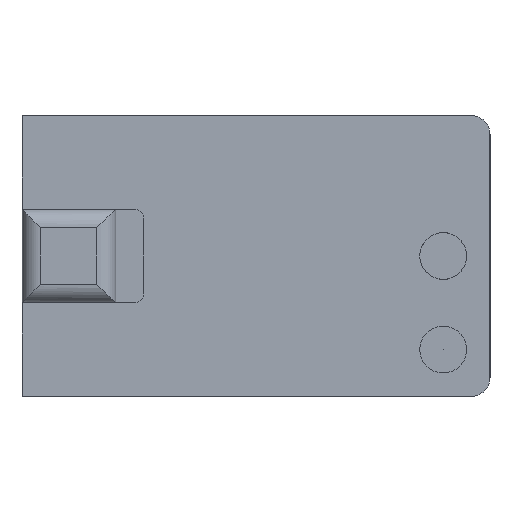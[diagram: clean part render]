
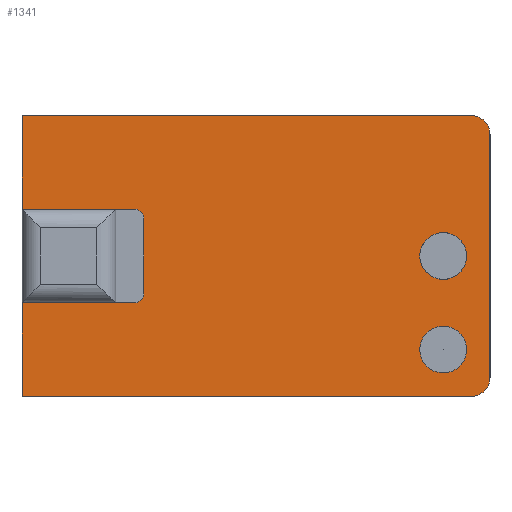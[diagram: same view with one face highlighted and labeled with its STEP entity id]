
A CAD part, front view. The second image highlights one B-rep face of the part: STEP entity #1341.
In plain terms, the highlighted planar face has unit normal (0, -1, 0).
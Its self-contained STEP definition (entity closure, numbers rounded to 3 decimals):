
#104 = FACE_BOUND ( 'NONE', #2127, .T. ) ;
#131 = FACE_BOUND ( 'NONE', #2205, .T. ) ;
#136 = FACE_OUTER_BOUND ( 'NONE', #2152, .T. ) ;
#148 = VECTOR ( 'NONE', #623, 1000. ) ;
#169 = CIRCLE ( 'NONE', #983, 2. ) ;
#207 = CIRCLE ( 'NONE', #818, 2.5 ) ;
#385 = AXIS2_PLACEMENT_3D ( 'NONE', #1915, #1978, #1760 ) ;
#430 = AXIS2_PLACEMENT_3D ( 'NONE', #1171, #1104, #1101 ) ;
#459 = CARTESIAN_POINT ( 'NONE',  ( -29.835, -5.524, 5. ) ) ;
#465 = CARTESIAN_POINT ( 'NONE',  ( -16.835, -5.524, 4. ) ) ;
#483 = DIRECTION ( 'NONE',  ( 0., 1., 0. ) ) ;
#488 = CARTESIAN_POINT ( 'NONE',  ( -29.835, -5.524, 15. ) ) ;
#495 = DIRECTION ( 'NONE',  ( 0., 0., 1. ) ) ;
#499 = CARTESIAN_POINT ( 'NONE',  ( -29.835, -5.524, -15. ) ) ;
#501 = DIRECTION ( 'NONE',  ( 0., 0., 1. ) ) ;
#508 = CARTESIAN_POINT ( 'NONE',  ( 15.165, -5.524, -12.5 ) ) ;
#514 = CARTESIAN_POINT ( 'NONE',  ( 15.165, -5.524, -2.5 ) ) ;
#525 = CARTESIAN_POINT ( 'NONE',  ( 18.165, -5.524, 15. ) ) ;
#537 = CARTESIAN_POINT ( 'NONE',  ( -29.835, -5.524, 15. ) ) ;
#542 = CARTESIAN_POINT ( 'NONE',  ( -17.835, -5.524, -5. ) ) ;
#555 = CARTESIAN_POINT ( 'NONE',  ( -17.835, -5.524, 4. ) ) ;
#563 = CARTESIAN_POINT ( 'NONE',  ( 18.165, -5.524, -15. ) ) ;
#564 = CARTESIAN_POINT ( 'NONE',  ( -16.835, -5.524, -4. ) ) ;
#567 = DIRECTION ( 'NONE',  ( 0., 0., -1. ) ) ;
#569 = DIRECTION ( 'NONE',  ( 0., 1., 0. ) ) ;
#570 = CARTESIAN_POINT ( 'NONE',  ( -17.835, -5.524, 5. ) ) ;
#574 = DIRECTION ( 'NONE',  ( 0., 0., 1. ) ) ;
#597 = DIRECTION ( 'NONE',  ( 0., 0., -1. ) ) ;
#603 = CARTESIAN_POINT ( 'NONE',  ( -16.835, -5.524, 5. ) ) ;
#608 = CARTESIAN_POINT ( 'NONE',  ( 20.165, -5.524, -15. ) ) ;
#620 = DIRECTION ( 'NONE',  ( 1., 0., 0. ) ) ;
#623 = DIRECTION ( 'NONE',  ( 1., 0., 0. ) ) ;
#638 = CARTESIAN_POINT ( 'NONE',  ( 20.165, -5.524, -13. ) ) ;
#652 = CARTESIAN_POINT ( 'NONE',  ( -29.835, -5.524, -15. ) ) ;
#655 = CARTESIAN_POINT ( 'NONE',  ( -29.835, -5.524, 5. ) ) ;
#662 = DIRECTION ( 'NONE',  ( 0., 0., -1. ) ) ;
#684 = CARTESIAN_POINT ( 'NONE',  ( -17.835, -5.524, -4. ) ) ;
#697 = CARTESIAN_POINT ( 'NONE',  ( -29.835, -5.524, -5. ) ) ;
#700 = CARTESIAN_POINT ( 'NONE',  ( 20.165, -5.524, 13. ) ) ;
#710 = CIRCLE ( 'NONE', #430, 2. ) ;
#719 = LINE ( 'NONE', #1245, #734 ) ;
#729 = LINE ( 'NONE', #603, #1652 ) ;
#734 = VECTOR ( 'NONE', #1059, 1000. ) ;
#746 = LINE ( 'NONE', #1126, #747 ) ;
#747 = VECTOR ( 'NONE', #1178, 1000. ) ;
#818 = AXIS2_PLACEMENT_3D ( 'NONE', #1045, #1242, #1230 ) ;
#831 = EDGE_CURVE ( 'NONE', #1689, #1689, #207, .T. ) ;
#850 = EDGE_CURVE ( 'NONE', #1694, #1694, #1396, .T. ) ;
#896 = AXIS2_PLACEMENT_3D ( 'NONE', #1289, #1265, #1041 ) ;
#909 = EDGE_CURVE ( 'NONE', #2168, #2282, #719, .T. ) ;
#912 = EDGE_CURVE ( 'NONE', #2319, #2306, #746, .T. ) ;
#913 = EDGE_CURVE ( 'NONE', #2306, #2289, #710, .T. ) ;
#983 = AXIS2_PLACEMENT_3D ( 'NONE', #1810, #1793, #1995 ) ;
#1013 = AXIS2_PLACEMENT_3D ( 'NONE', #684, #483, #662 ) ;
#1015 = AXIS2_PLACEMENT_3D ( 'NONE', #555, #569, #567 ) ;
#1041 = DIRECTION ( 'NONE',  ( 0., 0., -1. ) ) ;
#1045 = CARTESIAN_POINT ( 'NONE',  ( 15.165, -5.524, 0. ) ) ;
#1059 = DIRECTION ( 'NONE',  ( -1., 0., 0. ) ) ;
#1101 = DIRECTION ( 'NONE',  ( 0., 0., -1. ) ) ;
#1104 = DIRECTION ( 'NONE',  ( 0., -1., 0. ) ) ;
#1126 = CARTESIAN_POINT ( 'NONE',  ( -29.835, -5.524, -15. ) ) ;
#1171 = CARTESIAN_POINT ( 'NONE',  ( 18.165, -5.524, -13. ) ) ;
#1178 = DIRECTION ( 'NONE',  ( 1., 0., 0. ) ) ;
#1230 = DIRECTION ( 'NONE',  ( 0., 0., -1. ) ) ;
#1242 = DIRECTION ( 'NONE',  ( 0., -1., 0. ) ) ;
#1245 = CARTESIAN_POINT ( 'NONE',  ( -29.835, -5.524, -5. ) ) ;
#1265 = DIRECTION ( 'NONE',  ( 0., -1., 0. ) ) ;
#1289 = CARTESIAN_POINT ( 'NONE',  ( 15.165, -5.524, -10. ) ) ;
#1304 = LINE ( 'NONE', #488, #148 ) ;
#1341 = ADVANCED_FACE ( 'NONE', ( #104, #131, #136 ), #1816, .T. ) ;
#1396 = CIRCLE ( 'NONE', #896, 2.5 ) ;
#1450 = VECTOR ( 'NONE', #495, 1000. ) ;
#1451 = LINE ( 'NONE', #608, #1450 ) ;
#1462 = ORIENTED_EDGE ( 'NONE', *, *, #909, .T. ) ;
#1479 = ORIENTED_EDGE ( 'NONE', *, *, #850, .F. ) ;
#1488 = ORIENTED_EDGE ( 'NONE', *, *, #913, .T. ) ;
#1497 = ORIENTED_EDGE ( 'NONE', *, *, #2096, .T. ) ;
#1502 = ORIENTED_EDGE ( 'NONE', *, *, #2112, .T. ) ;
#1524 = ORIENTED_EDGE ( 'NONE', *, *, #831, .F. ) ;
#1538 = ORIENTED_EDGE ( 'NONE', *, *, #2105, .F. ) ;
#1554 = ORIENTED_EDGE ( 'NONE', *, *, #2068, .F. ) ;
#1565 = ORIENTED_EDGE ( 'NONE', *, *, #2080, .T. ) ;
#1568 = ORIENTED_EDGE ( 'NONE', *, *, #2055, .T. ) ;
#1586 = ORIENTED_EDGE ( 'NONE', *, *, #912, .T. ) ;
#1588 = ORIENTED_EDGE ( 'NONE', *, *, #2109, .T. ) ;
#1600 = ORIENTED_EDGE ( 'NONE', *, *, #2089, .F. ) ;
#1622 = ORIENTED_EDGE ( 'NONE', *, *, #2091, .T. ) ;
#1652 = VECTOR ( 'NONE', #597, 1000. ) ;
#1661 = LINE ( 'NONE', #655, #1663 ) ;
#1663 = VECTOR ( 'NONE', #620, 1000. ) ;
#1675 = LINE ( 'NONE', #499, #1678 ) ;
#1678 = VECTOR ( 'NONE', #501, 1000. ) ;
#1682 = CIRCLE ( 'NONE', #1015, 1. ) ;
#1687 = CIRCLE ( 'NONE', #1013, 1. ) ;
#1689 = VERTEX_POINT ( 'NONE', #514 ) ;
#1694 = VERTEX_POINT ( 'NONE', #508 ) ;
#1760 = DIRECTION ( 'NONE',  ( 0., 0., -1. ) ) ;
#1793 = DIRECTION ( 'NONE',  ( 0., -1., 0. ) ) ;
#1810 = CARTESIAN_POINT ( 'NONE',  ( 18.165, -5.524, 13. ) ) ;
#1816 = PLANE ( 'NONE',  #385 ) ;
#1915 = CARTESIAN_POINT ( 'NONE',  ( -29.835, -5.524, -15. ) ) ;
#1963 = CARTESIAN_POINT ( 'NONE',  ( -29.835, -5.524, -15. ) ) ;
#1978 = DIRECTION ( 'NONE',  ( 0., -1., 0. ) ) ;
#1995 = DIRECTION ( 'NONE',  ( 0., 0., -1. ) ) ;
#2047 = LINE ( 'NONE', #1963, #2050 ) ;
#2050 = VECTOR ( 'NONE', #574, 1000. ) ;
#2055 = EDGE_CURVE ( 'NONE', #2333, #2255, #169, .T. ) ;
#2068 = EDGE_CURVE ( 'NONE', #2136, #2275, #2047, .T. ) ;
#2080 = EDGE_CURVE ( 'NONE', #2289, #2333, #1451, .T. ) ;
#2089 = EDGE_CURVE ( 'NONE', #2275, #2255, #1304, .T. ) ;
#2091 = EDGE_CURVE ( 'NONE', #2278, #2162, #729, .T. ) ;
#2096 = EDGE_CURVE ( 'NONE', #2136, #2293, #1661, .T. ) ;
#2105 = EDGE_CURVE ( 'NONE', #2319, #2282, #1675, .T. ) ;
#2109 = EDGE_CURVE ( 'NONE', #2293, #2278, #1682, .T. ) ;
#2112 = EDGE_CURVE ( 'NONE', #2162, #2168, #1687, .T. ) ;
#2127 = EDGE_LOOP ( 'NONE', ( #1524 ) ) ;
#2136 = VERTEX_POINT ( 'NONE', #459 ) ;
#2152 = EDGE_LOOP ( 'NONE', ( #1586, #1488, #1565, #1568, #1600, #1554, #1497, #1588, #1622, #1502, #1462, #1538 ) ) ;
#2162 = VERTEX_POINT ( 'NONE', #564 ) ;
#2168 = VERTEX_POINT ( 'NONE', #542 ) ;
#2205 = EDGE_LOOP ( 'NONE', ( #1479 ) ) ;
#2255 = VERTEX_POINT ( 'NONE', #525 ) ;
#2275 = VERTEX_POINT ( 'NONE', #537 ) ;
#2278 = VERTEX_POINT ( 'NONE', #465 ) ;
#2282 = VERTEX_POINT ( 'NONE', #697 ) ;
#2289 = VERTEX_POINT ( 'NONE', #638 ) ;
#2293 = VERTEX_POINT ( 'NONE', #570 ) ;
#2306 = VERTEX_POINT ( 'NONE', #563 ) ;
#2319 = VERTEX_POINT ( 'NONE', #652 ) ;
#2333 = VERTEX_POINT ( 'NONE', #700 ) ;
